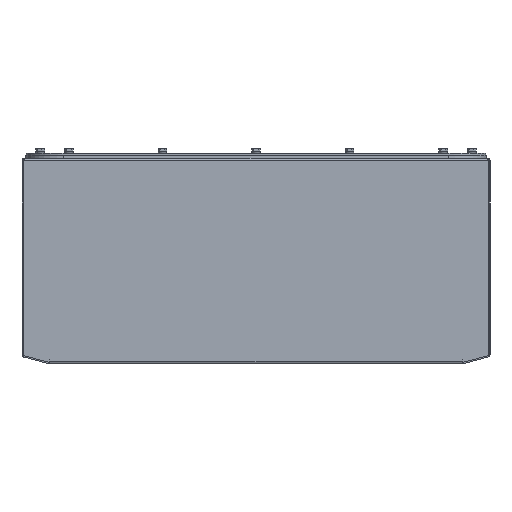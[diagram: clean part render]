
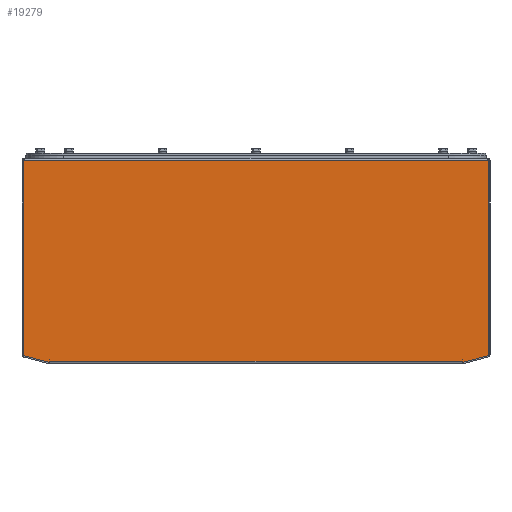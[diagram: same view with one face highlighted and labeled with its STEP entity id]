
A CAD part, front view. The second image highlights one B-rep face of the part: STEP entity #19279.
In plain terms, the highlighted planar face has unit normal (0, -1, 0).
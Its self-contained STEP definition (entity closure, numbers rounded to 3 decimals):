
#99 = VECTOR ( 'NONE', #8420, 1000. ) ;
#143 = VECTOR ( 'NONE', #38228, 1000. ) ;
#150 = DIRECTION ( 'NONE',  ( 0., 1., 0. ) ) ;
#355 = CARTESIAN_POINT ( 'NONE',  ( 247.378, -1.5, 8.765 ) ) ;
#426 = VERTEX_POINT ( 'NONE', #355 ) ;
#525 = VERTEX_POINT ( 'NONE', #21601 ) ;
#1184 = EDGE_CURVE ( 'NONE', #35652, #13113, #18294, .T. ) ;
#1489 = EDGE_CURVE ( 'NONE', #36322, #30497, #26179, .T. ) ;
#2044 = ORIENTED_EDGE ( 'NONE', *, *, #16587, .F. ) ;
#2424 = VECTOR ( 'NONE', #10094, 1000. ) ;
#2729 = CARTESIAN_POINT ( 'NONE',  ( -220.605, -1.5, 4.411 ) ) ;
#2749 = CARTESIAN_POINT ( 'NONE',  ( -248.49, -1.5, 220. ) ) ;
#2919 = ORIENTED_EDGE ( 'NONE', *, *, #6652, .F. ) ;
#3433 = CIRCLE ( 'NONE', #31773, 1.5 ) ;
#3649 = DIRECTION ( 'NONE',  ( 0., 1., 0. ) ) ;
#4125 = VECTOR ( 'NONE', #16075, 1000. ) ;
#4879 = VERTEX_POINT ( 'NONE', #13011 ) ;
#5279 = ORIENTED_EDGE ( 'NONE', *, *, #34317, .F. ) ;
#5563 = ORIENTED_EDGE ( 'NONE', *, *, #28786, .F. ) ;
#5708 = VECTOR ( 'NONE', #19363, 1000. ) ;
#5756 = DIRECTION ( 'NONE',  ( 0., 0., 1. ) ) ;
#6017 = VECTOR ( 'NONE', #18340, 1000. ) ;
#6652 = EDGE_CURVE ( 'NONE', #426, #25708, #28785, .T. ) ;
#7044 = CARTESIAN_POINT ( 'NONE',  ( 248.49, -1.5, 10.214 ) ) ;
#7993 = LINE ( 'NONE', #20303, #99 ) ;
#8306 = PLANE ( 'NONE',  #29134 ) ;
#8420 = DIRECTION ( 'NONE',  ( -1., 0., 0. ) ) ;
#9126 = EDGE_CURVE ( 'NONE', #35652, #4879, #16003, .T. ) ;
#9335 = DIRECTION ( 'NONE',  ( -0.966, 0., 0.259 ) ) ;
#9366 = VERTEX_POINT ( 'NONE', #30476 ) ;
#9764 = CARTESIAN_POINT ( 'NONE',  ( -220.105, -1.5, 4.411 ) ) ;
#10094 = DIRECTION ( 'NONE',  ( 1., 0., 0. ) ) ;
#10225 = ORIENTED_EDGE ( 'NONE', *, *, #11465, .F. ) ;
#10353 = VECTOR ( 'NONE', #23605, 1000. ) ;
#10889 = ORIENTED_EDGE ( 'NONE', *, *, #36798, .T. ) ;
#11327 = DIRECTION ( 'NONE',  ( 0., 0., -1. ) ) ;
#11465 = EDGE_CURVE ( 'NONE', #30497, #525, #29740, .T. ) ;
#11524 = CARTESIAN_POINT ( 'NONE',  ( 220.105, -1.5, 3. ) ) ;
#11557 = ORIENTED_EDGE ( 'NONE', *, *, #24006, .F. ) ;
#12053 = LINE ( 'NONE', #36993, #4125 ) ;
#12180 = VECTOR ( 'NONE', #5756, 1000. ) ;
#12255 = CARTESIAN_POINT ( 'NONE',  ( -220.605, -1.5, 4.411 ) ) ;
#12937 = VECTOR ( 'NONE', #31632, 1000. ) ;
#13011 = CARTESIAN_POINT ( 'NONE',  ( -220.105, -1.5, 4.411 ) ) ;
#13113 = VERTEX_POINT ( 'NONE', #11524 ) ;
#13265 = VERTEX_POINT ( 'NONE', #20998 ) ;
#13389 = CARTESIAN_POINT ( 'NONE',  ( 220.105, -1.5, 1.5 ) ) ;
#13781 = CARTESIAN_POINT ( 'NONE',  ( 220.605, -1.5, 1.591 ) ) ;
#14201 = CARTESIAN_POINT ( 'NONE',  ( -220.105, -1.5, 1.5 ) ) ;
#14703 = ORIENTED_EDGE ( 'NONE', *, *, #23050, .F. ) ;
#14751 = CARTESIAN_POINT ( 'NONE',  ( 220.105, -1.5, 4.411 ) ) ;
#14875 = LINE ( 'NONE', #14751, #30749 ) ;
#16003 = LINE ( 'NONE', #14201, #143 ) ;
#16075 = DIRECTION ( 'NONE',  ( 0., 0., -1. ) ) ;
#16281 = VECTOR ( 'NONE', #33619, 1000. ) ;
#16587 = EDGE_CURVE ( 'NONE', #25708, #13265, #20946, .T. ) ;
#16980 = VERTEX_POINT ( 'NONE', #17012 ) ;
#17012 = CARTESIAN_POINT ( 'NONE',  ( -248.49, -1.5, 217. ) ) ;
#17220 = VERTEX_POINT ( 'NONE', #18159 ) ;
#17509 = CARTESIAN_POINT ( 'NONE',  ( -220.605, -1.5, 1.591 ) ) ;
#17996 = CARTESIAN_POINT ( 'NONE',  ( -246.99, -1.5, 10.214 ) ) ;
#18159 = CARTESIAN_POINT ( 'NONE',  ( 248.49, -1.5, 217. ) ) ;
#18294 = LINE ( 'NONE', #30934, #2424 ) ;
#18340 = DIRECTION ( 'NONE',  ( 0., 0., 1. ) ) ;
#18839 = EDGE_CURVE ( 'NONE', #525, #37099, #37607, .T. ) ;
#19279 = ADVANCED_FACE ( 'NONE', ( #37571 ), #8306, .T. ) ;
#19363 = DIRECTION ( 'NONE',  ( 0., 0., -1. ) ) ;
#19703 = ORIENTED_EDGE ( 'NONE', *, *, #31291, .F. ) ;
#20043 = CARTESIAN_POINT ( 'NONE',  ( 246.99, -1.5, 10.214 ) ) ;
#20303 = CARTESIAN_POINT ( 'NONE',  ( 248.49, -1.5, 217. ) ) ;
#20946 = LINE ( 'NONE', #36280, #6017 ) ;
#20988 = DIRECTION ( 'NONE',  ( 0., 0., 1. ) ) ;
#20998 = CARTESIAN_POINT ( 'NONE',  ( 220.605, -1.5, 4.411 ) ) ;
#21500 = CARTESIAN_POINT ( 'NONE',  ( 246.99, -1.5, 10.214 ) ) ;
#21601 = CARTESIAN_POINT ( 'NONE',  ( -247.378, -1.5, 8.765 ) ) ;
#21810 = VECTOR ( 'NONE', #9335, 1000. ) ;
#22504 = LINE ( 'NONE', #13389, #5708 ) ;
#23050 = EDGE_CURVE ( 'NONE', #4879, #36322, #38238, .T. ) ;
#23605 = DIRECTION ( 'NONE',  ( 0., 0., -1. ) ) ;
#23642 = CARTESIAN_POINT ( 'NONE',  ( 220.605, -1.5, 1.591 ) ) ;
#23692 = ORIENTED_EDGE ( 'NONE', *, *, #1489, .F. ) ;
#23693 = ORIENTED_EDGE ( 'NONE', *, *, #1184, .T. ) ;
#24006 = EDGE_CURVE ( 'NONE', #13265, #9366, #14875, .T. ) ;
#24358 = CARTESIAN_POINT ( 'NONE',  ( -248.49, -1.5, 10.214 ) ) ;
#24483 = DIRECTION ( 'NONE',  ( 0., 0., -1. ) ) ;
#24608 = AXIS2_PLACEMENT_3D ( 'NONE', #17996, #150, #20988 ) ;
#25708 = VERTEX_POINT ( 'NONE', #23642 ) ;
#25972 = VERTEX_POINT ( 'NONE', #7044 ) ;
#26179 = LINE ( 'NONE', #2729, #10353 ) ;
#27178 = CARTESIAN_POINT ( 'NONE',  ( -220.605, -1.5, 1.591 ) ) ;
#28785 = LINE ( 'NONE', #13781, #12937 ) ;
#28786 = EDGE_CURVE ( 'NONE', #37099, #16980, #36014, .T. ) ;
#29134 = AXIS2_PLACEMENT_3D ( 'NONE', #20043, #29186, #11327 ) ;
#29186 = DIRECTION ( 'NONE',  ( 0., -1., 0. ) ) ;
#29629 = DIRECTION ( 'NONE',  ( -1., 0., 0. ) ) ;
#29740 = LINE ( 'NONE', #27178, #21810 ) ;
#30150 = EDGE_LOOP ( 'NONE', ( #5279, #10889, #5563, #32261, #10225, #23692, #14703, #33345, #23693, #33174, #11557, #2044, #2919, #19703 ) ) ;
#30476 = CARTESIAN_POINT ( 'NONE',  ( 220.105, -1.5, 4.411 ) ) ;
#30497 = VERTEX_POINT ( 'NONE', #17509 ) ;
#30749 = VECTOR ( 'NONE', #29629, 1000. ) ;
#30934 = CARTESIAN_POINT ( 'NONE',  ( 246.99, -1.5, 3. ) ) ;
#31291 = EDGE_CURVE ( 'NONE', #25972, #426, #3433, .T. ) ;
#31632 = DIRECTION ( 'NONE',  ( -0.966, 0., -0.259 ) ) ;
#31773 = AXIS2_PLACEMENT_3D ( 'NONE', #21500, #3649, #24483 ) ;
#31966 = EDGE_CURVE ( 'NONE', #9366, #13113, #22504, .T. ) ;
#32261 = ORIENTED_EDGE ( 'NONE', *, *, #18839, .F. ) ;
#33055 = CARTESIAN_POINT ( 'NONE',  ( -220.105, -1.5, 3. ) ) ;
#33174 = ORIENTED_EDGE ( 'NONE', *, *, #31966, .F. ) ;
#33345 = ORIENTED_EDGE ( 'NONE', *, *, #9126, .F. ) ;
#33619 = DIRECTION ( 'NONE',  ( -1., 0., 0. ) ) ;
#34317 = EDGE_CURVE ( 'NONE', #17220, #25972, #12053, .T. ) ;
#35652 = VERTEX_POINT ( 'NONE', #33055 ) ;
#36014 = LINE ( 'NONE', #2749, #12180 ) ;
#36280 = CARTESIAN_POINT ( 'NONE',  ( 220.605, -1.5, 4.411 ) ) ;
#36322 = VERTEX_POINT ( 'NONE', #12255 ) ;
#36798 = EDGE_CURVE ( 'NONE', #17220, #16980, #7993, .T. ) ;
#36993 = CARTESIAN_POINT ( 'NONE',  ( 248.49, -1.5, 220. ) ) ;
#37099 = VERTEX_POINT ( 'NONE', #24358 ) ;
#37571 = FACE_OUTER_BOUND ( 'NONE', #30150, .T. ) ;
#37607 = CIRCLE ( 'NONE', #24608, 1.5 ) ;
#38228 = DIRECTION ( 'NONE',  ( 0., 0., 1. ) ) ;
#38238 = LINE ( 'NONE', #9764, #16281 ) ;
